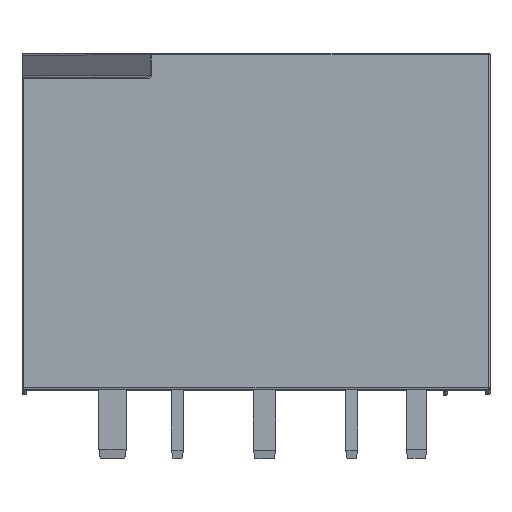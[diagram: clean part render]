
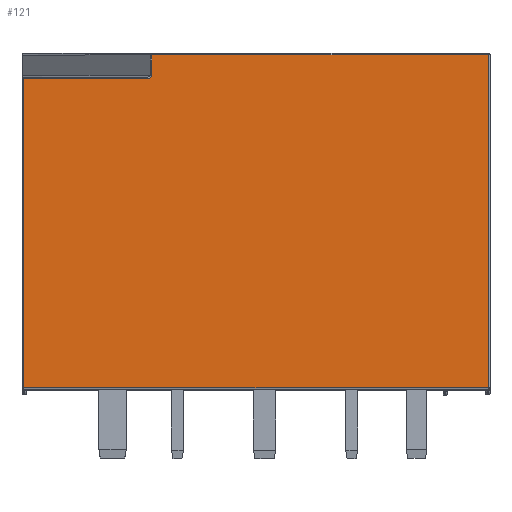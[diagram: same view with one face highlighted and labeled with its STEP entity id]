
A CAD part, top view. The second image highlights one B-rep face of the part: STEP entity #121.
In plain terms, the highlighted planar face has unit normal (0, 0, 1).
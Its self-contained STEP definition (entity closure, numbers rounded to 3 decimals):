
#98 = DIRECTION ( 'NONE',  ( 0., 1., 0. ) ) ;
#121 = ADVANCED_FACE ( 'NONE', ( #764 ), #2130, .F. ) ;
#175 = EDGE_CURVE ( 'NONE', #4304, #4833, #3175, .T. ) ;
#351 = CARTESIAN_POINT ( 'NONE',  ( -13.6, 18.2, 15.9 ) ) ;
#726 = CARTESIAN_POINT ( 'NONE',  ( -6.109, 18.4, 15.9 ) ) ;
#764 = FACE_OUTER_BOUND ( 'NONE', #5459, .T. ) ;
#781 = ORIENTED_EDGE ( 'NONE', *, *, #1144, .T. ) ;
#879 = DIRECTION ( 'NONE',  ( -1., 0., 0. ) ) ;
#908 = CARTESIAN_POINT ( 'NONE',  ( -6.109, 19.7, 15.9 ) ) ;
#911 = CARTESIAN_POINT ( 'NONE',  ( 13.6, 19.7, 15.9 ) ) ;
#1144 = EDGE_CURVE ( 'NONE', #1504, #1759, #1246, .T. ) ;
#1246 = LINE ( 'NONE', #908, #2886 ) ;
#1279 = DIRECTION ( 'NONE',  ( -1., 0., 0. ) ) ;
#1360 = DIRECTION ( 'NONE',  ( 0., -1., 0. ) ) ;
#1490 = EDGE_CURVE ( 'NONE', #4914, #1759, #3996, .T. ) ;
#1504 = VERTEX_POINT ( 'NONE', #3077 ) ;
#1640 = VECTOR ( 'NONE', #3722, 1000. ) ;
#1667 = EDGE_CURVE ( 'NONE', #3993, #5436, #1852, .T. ) ;
#1731 = VECTOR ( 'NONE', #4761, 1000. ) ;
#1759 = VERTEX_POINT ( 'NONE', #726 ) ;
#1852 = LINE ( 'NONE', #3551, #4176 ) ;
#1880 = VECTOR ( 'NONE', #98, 1000. ) ;
#2130 = PLANE ( 'NONE',  #2600 ) ;
#2365 = LINE ( 'NONE', #4212, #1640 ) ;
#2367 = VECTOR ( 'NONE', #879, 1000. ) ;
#2600 = AXIS2_PLACEMENT_3D ( 'NONE', #3352, #5122, #1279 ) ;
#2686 = ORIENTED_EDGE ( 'NONE', *, *, #1490, .F. ) ;
#2884 = CARTESIAN_POINT ( 'NONE',  ( 13.6, 0.1, 15.9 ) ) ;
#2886 = VECTOR ( 'NONE', #5282, 1000. ) ;
#3077 = CARTESIAN_POINT ( 'NONE',  ( -6.109, 19.6, 15.9 ) ) ;
#3175 = LINE ( 'NONE', #911, #1880 ) ;
#3352 = CARTESIAN_POINT ( 'NONE',  ( -13.7, 19.7, 15.9 ) ) ;
#3463 = CARTESIAN_POINT ( 'NONE',  ( -6.109, 18.4, 15.9 ) ) ;
#3551 = CARTESIAN_POINT ( 'NONE',  ( -13.6, 19.7, 15.9 ) ) ;
#3656 = CARTESIAN_POINT ( 'NONE',  ( -13.6, 0.1, 15.9 ) ) ;
#3722 = DIRECTION ( 'NONE',  ( -1., 0., 0. ) ) ;
#3738 = ORIENTED_EDGE ( 'NONE', *, *, #4663, .T. ) ;
#3915 = CARTESIAN_POINT ( 'NONE',  ( 13.6, 19.6, 15.9 ) ) ;
#3922 = CARTESIAN_POINT ( 'NONE',  ( -6.109, 18.283, 15.9 ) ) ;
#3993 = VERTEX_POINT ( 'NONE', #351 ) ;
#3996 =( BOUNDED_CURVE ( )  B_SPLINE_CURVE ( 3, ( #5280, #5666, #3922, #3463 ),
 .UNSPECIFIED., .F., .T. ) 
 B_SPLINE_CURVE_WITH_KNOTS ( ( 4, 4 ),
 ( 1.571, 3.142 ),
 .UNSPECIFIED. ) 
 CURVE ( )  GEOMETRIC_REPRESENTATION_ITEM ( )  RATIONAL_B_SPLINE_CURVE ( ( 1., 0.805, 0.805, 1. ) ) 
 REPRESENTATION_ITEM ( '' )  );
#4176 = VECTOR ( 'NONE', #1360, 1000. ) ;
#4212 = CARTESIAN_POINT ( 'NONE',  ( -13.7, 18.2, 15.9 ) ) ;
#4243 = ORIENTED_EDGE ( 'NONE', *, *, #5631, .T. ) ;
#4304 = VERTEX_POINT ( 'NONE', #2884 ) ;
#4334 = CARTESIAN_POINT ( 'NONE',  ( -13.7, 19.6, 15.9 ) ) ;
#4652 = ORIENTED_EDGE ( 'NONE', *, *, #1667, .T. ) ;
#4663 = EDGE_CURVE ( 'NONE', #4914, #3993, #2365, .T. ) ;
#4674 = ORIENTED_EDGE ( 'NONE', *, *, #4700, .T. ) ;
#4700 = EDGE_CURVE ( 'NONE', #5436, #4304, #4976, .T. ) ;
#4761 = DIRECTION ( 'NONE',  ( 1., 0., 0. ) ) ;
#4796 = ORIENTED_EDGE ( 'NONE', *, *, #175, .T. ) ;
#4829 = LINE ( 'NONE', #4334, #2367 ) ;
#4833 = VERTEX_POINT ( 'NONE', #3915 ) ;
#4914 = VERTEX_POINT ( 'NONE', #5249 ) ;
#4976 = LINE ( 'NONE', #5221, #1731 ) ;
#5122 = DIRECTION ( 'NONE',  ( 0., 0., -1. ) ) ;
#5221 = CARTESIAN_POINT ( 'NONE',  ( 13.7, 0.1, 15.9 ) ) ;
#5249 = CARTESIAN_POINT ( 'NONE',  ( -6.391, 18.2, 15.9 ) ) ;
#5280 = CARTESIAN_POINT ( 'NONE',  ( -6.391, 18.2, 15.9 ) ) ;
#5282 = DIRECTION ( 'NONE',  ( 0., -1., 0. ) ) ;
#5436 = VERTEX_POINT ( 'NONE', #3656 ) ;
#5459 = EDGE_LOOP ( 'NONE', ( #3738, #4652, #4674, #4796, #4243, #781, #2686 ) ) ;
#5631 = EDGE_CURVE ( 'NONE', #4833, #1504, #4829, .T. ) ;
#5666 = CARTESIAN_POINT ( 'NONE',  ( -6.226, 18.2, 15.9 ) ) ;
